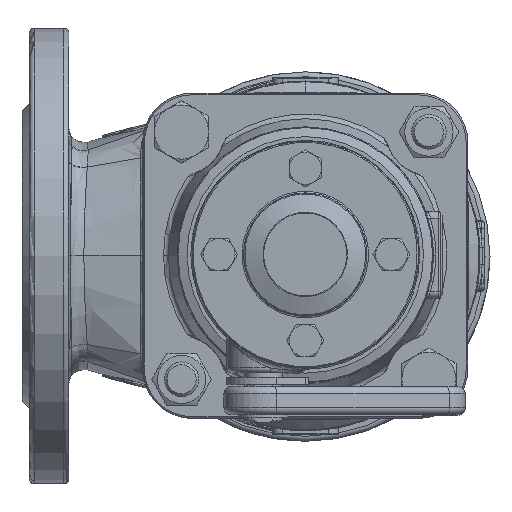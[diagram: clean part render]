
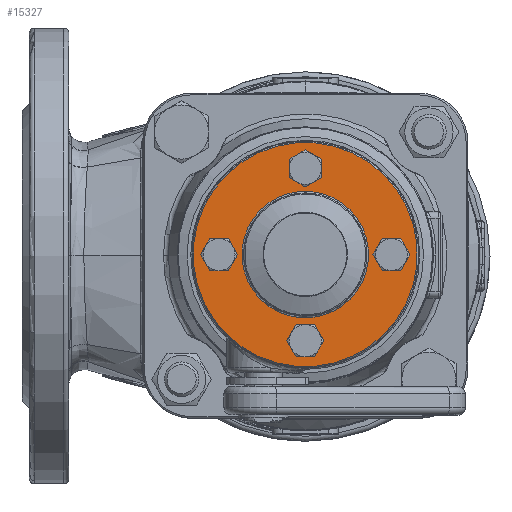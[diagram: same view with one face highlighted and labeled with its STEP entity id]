
A CAD part, top view. The second image highlights one B-rep face of the part: STEP entity #15327.
In plain terms, the highlighted planar face has unit normal (0, 0, 1).
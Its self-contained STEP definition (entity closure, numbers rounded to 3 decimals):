
#14828=CARTESIAN_POINT('',(32.173,32.173,332.5));
#14829=VERTEX_POINT('',#14828);
#14836=CARTESIAN_POINT('',(-32.174,-32.173,332.5));
#14837=VERTEX_POINT('',#14836);
#14838=CARTESIAN_POINT('',(0.,0.,332.5));
#14839=DIRECTION('',(-0.,-0.,1.));
#14840=DIRECTION('',(0.707,0.707,0.));
#14841=AXIS2_PLACEMENT_3D('',#14838,#14839,#14840);
#14842=CIRCLE('',#14841,45.5);
#14843=EDGE_CURVE('NONE',#14837,#14829,#14842,.T.);
#14845=CARTESIAN_POINT('',(0.,0.,332.5));
#14846=DIRECTION('',(-0.,-0.,1.));
#14847=DIRECTION('',(0.707,0.707,0.));
#14848=AXIS2_PLACEMENT_3D('',#14845,#14846,#14847);
#14849=CIRCLE('',#14848,45.5);
#14850=EDGE_CURVE('NONE',#14829,#14837,#14849,.T.);
#14879=CARTESIAN_POINT('',(18.172,18.173,332.5));
#14880=VERTEX_POINT('',#14879);
#14998=CARTESIAN_POINT('',(-18.173,-18.173,332.5));
#14999=VERTEX_POINT('',#14998);
#15000=CARTESIAN_POINT('',(0.,0.,332.5));
#15001=DIRECTION('',(0.,0.,-1.));
#15002=DIRECTION('',(0.707,0.707,0.));
#15003=AXIS2_PLACEMENT_3D('',#15000,#15001,#15002);
#15004=CIRCLE('',#15003,25.7);
#15005=EDGE_CURVE('NONE',#14999,#14880,#15004,.T.);
#15007=CARTESIAN_POINT('',(0.,0.,332.5));
#15008=DIRECTION('',(0.,0.,-1.));
#15009=DIRECTION('',(0.707,0.707,0.));
#15010=AXIS2_PLACEMENT_3D('',#15007,#15008,#15009);
#15011=CIRCLE('',#15010,25.7);
#15012=EDGE_CURVE('NONE',#14880,#14999,#15011,.T.);
#15314=CARTESIAN_POINT('',(-32.527,32.527,332.5));
#15315=DIRECTION('',(0.,0.,-1.));
#15316=DIRECTION('',(0.707,0.707,0.));
#15317=AXIS2_PLACEMENT_3D('',#15314,#15315,#15316);
#15318=PLANE('',#15317);
#15319=ORIENTED_EDGE('',*,*,#14850,.T.);
#15320=ORIENTED_EDGE('',*,*,#14843,.T.);
#15321=EDGE_LOOP('',(#15319,#15320));
#15322=FACE_BOUND('',#15321,.T.);
#15323=ORIENTED_EDGE('',*,*,#15012,.T.);
#15324=ORIENTED_EDGE('',*,*,#15005,.T.);
#15325=EDGE_LOOP('',(#15323,#15324));
#15326=FACE_BOUND('',#15325,.T.);
#15327=ADVANCED_FACE('NONE',(#15322,#15326),#15318,.F.);
